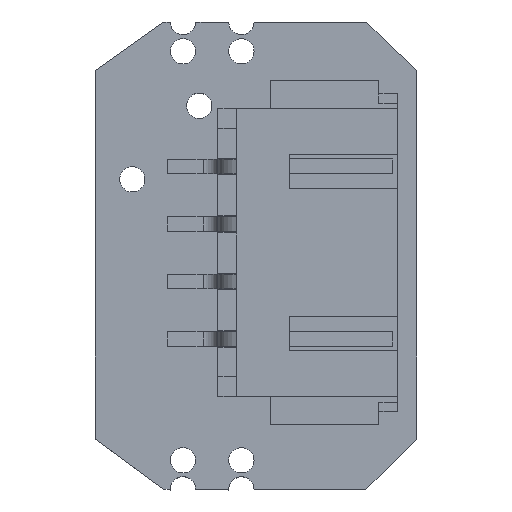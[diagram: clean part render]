
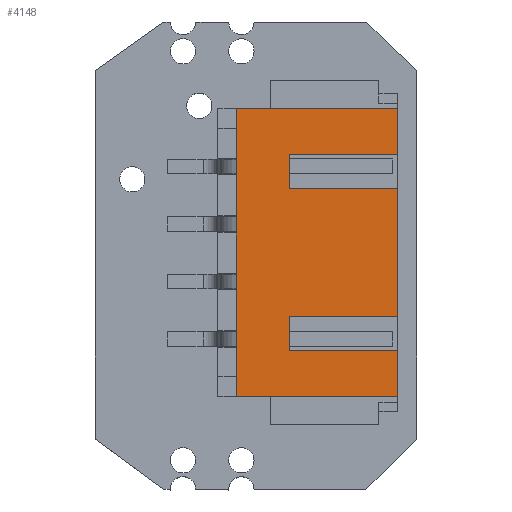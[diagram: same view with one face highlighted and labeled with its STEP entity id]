
A CAD part, top view. The second image highlights one B-rep face of the part: STEP entity #4148.
In plain terms, the highlighted face is planar.
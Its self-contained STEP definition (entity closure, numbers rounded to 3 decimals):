
#3601 = VERTEX_POINT('',#3602);
#3602 = CARTESIAN_POINT('',(4.25,6.,0.3));
#3608 = EDGE_CURVE('',#3601,#3609,#3611,.T.);
#3609 = VERTEX_POINT('',#3610);
#3610 = CARTESIAN_POINT('',(2.8,6.,0.3));
#3611 = LINE('',#3612,#3613);
#3612 = CARTESIAN_POINT('',(2.8,6.,0.3));
#3613 = VECTOR('',#3614,1.);
#3614 = DIRECTION('',(-1.,0.,0.));
#3633 = VERTEX_POINT('',#3634);
#3634 = CARTESIAN_POINT('',(-2.8,6.,0.3));
#3640 = EDGE_CURVE('',#3633,#3641,#3643,.T.);
#3641 = VERTEX_POINT('',#3642);
#3642 = CARTESIAN_POINT('',(-4.25,6.,0.3));
#3643 = LINE('',#3644,#3645);
#3644 = CARTESIAN_POINT('',(-2.8,6.,0.3));
#3645 = VECTOR('',#3646,1.);
#3646 = DIRECTION('',(-1.,0.,0.));
#3889 = EDGE_CURVE('',#3609,#3890,#3892,.T.);
#3890 = VERTEX_POINT('',#3891);
#3891 = CARTESIAN_POINT('',(2.8,6.,5.));
#3892 = LINE('',#3893,#3894);
#3893 = CARTESIAN_POINT('',(2.8,6.,5.));
#3894 = VECTOR('',#3895,1.);
#3895 = DIRECTION('',(0.,0.,1.));
#3920 = EDGE_CURVE('',#3921,#3601,#3923,.T.);
#3921 = VERTEX_POINT('',#3922);
#3922 = CARTESIAN_POINT('',(4.25,6.,5.));
#3923 = LINE('',#3924,#3925);
#3924 = CARTESIAN_POINT('',(4.25,6.,5.));
#3925 = VECTOR('',#3926,1.);
#3926 = DIRECTION('',(0.,0.,-1.));
#3992 = EDGE_CURVE('',#3993,#3633,#3995,.T.);
#3993 = VERTEX_POINT('',#3994);
#3994 = CARTESIAN_POINT('',(-2.8,6.,5.));
#3995 = LINE('',#3996,#3997);
#3996 = CARTESIAN_POINT('',(-2.8,6.,5.));
#3997 = VECTOR('',#3998,1.);
#3998 = DIRECTION('',(0.,0.,-1.));
#4064 = EDGE_CURVE('',#3641,#4065,#4067,.T.);
#4065 = VERTEX_POINT('',#4066);
#4066 = CARTESIAN_POINT('',(-4.25,6.,5.));
#4067 = LINE('',#4068,#4069);
#4068 = CARTESIAN_POINT('',(-4.25,6.,5.));
#4069 = VECTOR('',#4070,1.);
#4070 = DIRECTION('',(0.,0.,1.));
#4148 = ADVANCED_FACE('',(#4149),#4201,.F.);
#4149 = FACE_BOUND('',#4150,.T.);
#4150 = EDGE_LOOP('',(#4151,#4157,#4158,#4159,#4160,#4168,#4176,#4184,
    #4192,#4198,#4199,#4200));
#4151 = ORIENTED_EDGE('',*,*,#4152,.T.);
#4152 = EDGE_CURVE('',#3993,#3890,#4153,.T.);
#4153 = LINE('',#4154,#4155);
#4154 = CARTESIAN_POINT('',(-7.475,6.,5.));
#4155 = VECTOR('',#4156,1.);
#4156 = DIRECTION('',(1.,0.,0.));
#4157 = ORIENTED_EDGE('',*,*,#3889,.F.);
#4158 = ORIENTED_EDGE('',*,*,#3608,.F.);
#4159 = ORIENTED_EDGE('',*,*,#3920,.F.);
#4160 = ORIENTED_EDGE('',*,*,#4161,.T.);
#4161 = EDGE_CURVE('',#3921,#4162,#4164,.T.);
#4162 = VERTEX_POINT('',#4163);
#4163 = CARTESIAN_POINT('',(6.25,6.,5.));
#4164 = LINE('',#4165,#4166);
#4165 = CARTESIAN_POINT('',(-7.475,6.,5.));
#4166 = VECTOR('',#4167,1.);
#4167 = DIRECTION('',(1.,0.,0.));
#4168 = ORIENTED_EDGE('',*,*,#4169,.F.);
#4169 = EDGE_CURVE('',#4170,#4162,#4172,.T.);
#4170 = VERTEX_POINT('',#4171);
#4171 = CARTESIAN_POINT('',(6.25,6.,-2.));
#4172 = LINE('',#4173,#4174);
#4173 = CARTESIAN_POINT('',(6.25,6.,-2.8));
#4174 = VECTOR('',#4175,1.);
#4175 = DIRECTION('',(0.,0.,1.));
#4176 = ORIENTED_EDGE('',*,*,#4177,.F.);
#4177 = EDGE_CURVE('',#4178,#4170,#4180,.T.);
#4178 = VERTEX_POINT('',#4179);
#4179 = CARTESIAN_POINT('',(-6.25,6.,-2.));
#4180 = LINE('',#4181,#4182);
#4181 = CARTESIAN_POINT('',(-7.475,6.,-2.));
#4182 = VECTOR('',#4183,1.);
#4183 = DIRECTION('',(1.,0.,0.));
#4184 = ORIENTED_EDGE('',*,*,#4185,.T.);
#4185 = EDGE_CURVE('',#4178,#4186,#4188,.T.);
#4186 = VERTEX_POINT('',#4187);
#4187 = CARTESIAN_POINT('',(-6.25,6.,5.));
#4188 = LINE('',#4189,#4190);
#4189 = CARTESIAN_POINT('',(-6.25,6.,-2.8));
#4190 = VECTOR('',#4191,1.);
#4191 = DIRECTION('',(0.,0.,1.));
#4192 = ORIENTED_EDGE('',*,*,#4193,.T.);
#4193 = EDGE_CURVE('',#4186,#4065,#4194,.T.);
#4194 = LINE('',#4195,#4196);
#4195 = CARTESIAN_POINT('',(-7.475,6.,5.));
#4196 = VECTOR('',#4197,1.);
#4197 = DIRECTION('',(1.,0.,0.));
#4198 = ORIENTED_EDGE('',*,*,#4064,.F.);
#4199 = ORIENTED_EDGE('',*,*,#3640,.F.);
#4200 = ORIENTED_EDGE('',*,*,#3992,.F.);
#4201 = PLANE('',#4202);
#4202 = AXIS2_PLACEMENT_3D('',#4203,#4204,#4205);
#4203 = CARTESIAN_POINT('',(-7.475,6.,-2.));
#4204 = DIRECTION('',(0.,-1.,0.));
#4205 = DIRECTION('',(1.,0.,0.));
